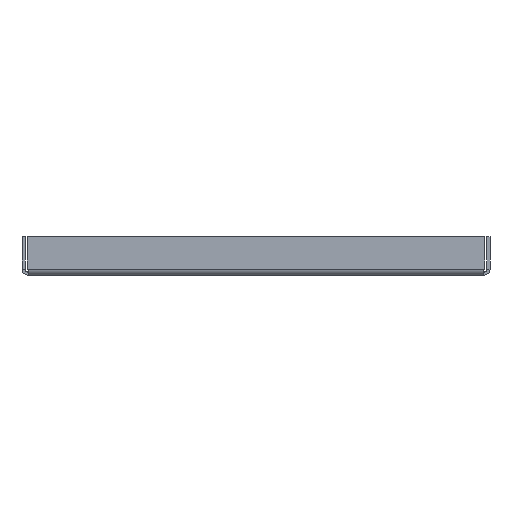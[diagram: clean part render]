
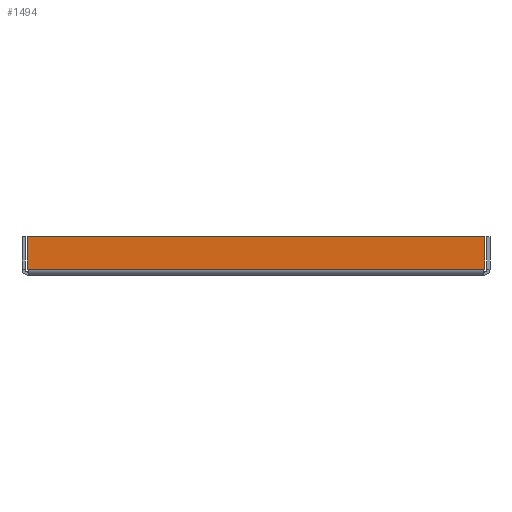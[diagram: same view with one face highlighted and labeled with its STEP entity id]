
A CAD part, left-side view. The second image highlights one B-rep face of the part: STEP entity #1494.
In plain terms, the highlighted planar face has unit normal (-1, 0, 0).
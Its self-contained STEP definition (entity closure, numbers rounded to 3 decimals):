
#95=PLANE('',#1603);
#134=FACE_OUTER_BOUND('',#216,.T.);
#216=EDGE_LOOP('',(#1063,#1064,#1065,#1066,#1067,#1068));
#449=LINE('',#2226,#569);
#457=LINE('',#2248,#577);
#460=LINE('',#2252,#580);
#465=LINE('',#2265,#585);
#467=LINE('',#2269,#587);
#469=LINE('',#2272,#589);
#569=VECTOR('',#1764,10.);
#577=VECTOR('',#1780,10.);
#580=VECTOR('',#1785,10.);
#585=VECTOR('',#1800,10.);
#587=VECTOR('',#1804,10.);
#589=VECTOR('',#1808,10.);
#689=VERTEX_POINT('',#2224);
#690=VERTEX_POINT('',#2225);
#699=VERTEX_POINT('',#2246);
#700=VERTEX_POINT('',#2247);
#703=VERTEX_POINT('',#2264);
#704=VERTEX_POINT('',#2268);
#817=EDGE_CURVE('',#689,#690,#449,.T.);
#827=EDGE_CURVE('',#699,#700,#457,.T.);
#830=EDGE_CURVE('',#700,#690,#460,.T.);
#837=EDGE_CURVE('',#689,#703,#465,.T.);
#839=EDGE_CURVE('',#703,#704,#467,.T.);
#841=EDGE_CURVE('',#704,#699,#469,.T.);
#1063=ORIENTED_EDGE('',*,*,#817,.T.);
#1064=ORIENTED_EDGE('',*,*,#830,.F.);
#1065=ORIENTED_EDGE('',*,*,#827,.F.);
#1066=ORIENTED_EDGE('',*,*,#841,.F.);
#1067=ORIENTED_EDGE('',*,*,#839,.F.);
#1068=ORIENTED_EDGE('',*,*,#837,.F.);
#1494=ADVANCED_FACE('',(#134),#95,.F.);
#1603=AXIS2_PLACEMENT_3D('',#2273,#1809,#1810);
#1764=DIRECTION('',(0.,-1.,0.));
#1780=DIRECTION('',(0.,0.,-1.));
#1785=DIRECTION('',(0.,1.,0.));
#1800=DIRECTION('',(0.,1.,0.));
#1804=DIRECTION('',(0.,0.,1.));
#1808=DIRECTION('',(0.,-1.,0.));
#1809=DIRECTION('center_axis',(1.,0.,0.));
#1810=DIRECTION('ref_axis',(0.,0.,
-1.));
#2224=CARTESIAN_POINT('',(-152.,148.,4.));
#2225=CARTESIAN_POINT('',(-152.,-148.,4.));
#2226=CARTESIAN_POINT('',(-152.,0.,4.));
#2246=CARTESIAN_POINT('',(-152.,-148.586,25.));
#2247=CARTESIAN_POINT('',(-152.,-148.586,4.));
#2248=CARTESIAN_POINT('',(-152.,-148.586,4.));
#2252=CARTESIAN_POINT('',(-152.,-148.,4.));
#2264=CARTESIAN_POINT('',(-152.,148.586,4.));
#2265=CARTESIAN_POINT('',(-152.,148.,4.));
#2268=CARTESIAN_POINT('',(-152.,148.586,25.));
#2269=CARTESIAN_POINT('',(-152.,148.586,4.));
#2272=CARTESIAN_POINT('',(-152.,148.586,25.));
#2273=CARTESIAN_POINT('Origin',(-152.,0.,12.246));
